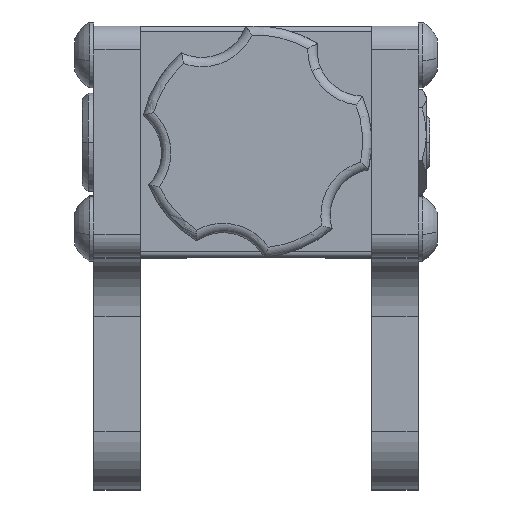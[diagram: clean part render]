
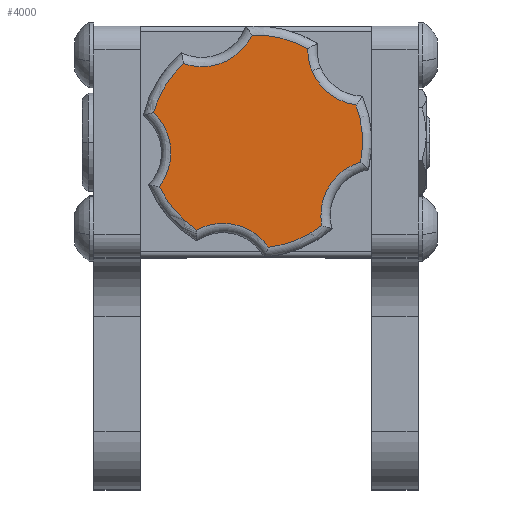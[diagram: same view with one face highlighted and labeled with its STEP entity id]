
A CAD part, top view. The second image highlights one B-rep face of the part: STEP entity #4000.
In plain terms, the highlighted face is planar.
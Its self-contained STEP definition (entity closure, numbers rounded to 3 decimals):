
#185 = PLANE ( 'NONE',  #4731 ) ;
#498 = VERTEX_POINT ( 'NONE', #15076 ) ;
#501 = CIRCLE ( 'NONE', #9903, 9.2 ) ;
#603 = EDGE_CURVE ( 'NONE', #9449, #4576, #9853, .T. ) ;
#982 = CARTESIAN_POINT ( 'NONE',  ( 9.192, -0.382, -1.5 ) ) ;
#992 = EDGE_CURVE ( 'NONE', #3954, #7660, #11250, .T. ) ;
#1224 = CARTESIAN_POINT ( 'NONE',  ( 0., 12.198, -1.5 ) ) ;
#1342 = EDGE_CURVE ( 'NONE', #15813, #498, #6078, .T. ) ;
#1496 = CIRCLE ( 'NONE', #2792, 4.8 ) ;
#1499 = DIRECTION ( 'NONE',  ( 0., 0., -1. ) ) ;
#1523 = AXIS2_PLACEMENT_3D ( 'NONE', #16674, #7059, #2801 ) ;
#1610 = FACE_OUTER_BOUND ( 'NONE', #8815, .T. ) ;
#1901 = VERTEX_POINT ( 'NONE', #15161 ) ;
#1945 = VERTEX_POINT ( 'NONE', #982 ) ;
#1987 = EDGE_CURVE ( 'NONE', #1901, #9449, #17969, .T. ) ;
#2318 = VERTEX_POINT ( 'NONE', #18592 ) ;
#2381 = DIRECTION ( 'NONE',  ( 0., 0., -1. ) ) ;
#2417 = CARTESIAN_POINT ( 'NONE',  ( 2.477, -8.86, -1.5 ) ) ;
#2702 = DIRECTION ( 'NONE',  ( 0., 0., 1. ) ) ;
#2792 = AXIS2_PLACEMENT_3D ( 'NONE', #4315, #16286, #17820 ) ;
#2801 = DIRECTION ( 'NONE',  ( 1., 0., 0. ) ) ;
#2983 = ORIENTED_EDGE ( 'NONE', *, *, #19436, .T. ) ;
#3131 = CARTESIAN_POINT ( 'NONE',  ( -5.801, 1.885, -1.5 ) ) ;
#3240 = DIRECTION ( 'NONE',  ( 1., 0., 0. ) ) ;
#3616 = CARTESIAN_POINT ( 'NONE',  ( -2.477, -8.86, -1.5 ) ) ;
#3954 = VERTEX_POINT ( 'NONE', #12341 ) ;
#3981 = EDGE_CURVE ( 'NONE', #498, #7991, #12802, .T. ) ;
#4000 = ADVANCED_FACE ( 'NONE', ( #1610 ), #185, .F. ) ;
#4119 = DIRECTION ( 'NONE',  ( 0., 0., 1. ) ) ;
#4315 = CARTESIAN_POINT ( 'NONE',  ( -7.17, -9.868, -1.5 ) ) ;
#4576 = VERTEX_POINT ( 'NONE', #3616 ) ;
#4674 = ORIENTED_EDGE ( 'NONE', *, *, #9864, .T. ) ;
#4731 = AXIS2_PLACEMENT_3D ( 'NONE', #3131, #7796, #3240 ) ;
#4738 = DIRECTION ( 'NONE',  ( 1., 0., 0. ) ) ;
#5786 = CARTESIAN_POINT ( 'NONE',  ( 0., 0., -1.5 ) ) ;
#6061 = CARTESIAN_POINT ( 'NONE',  ( -11.601, 3.769, -1.5 ) ) ;
#6078 = CIRCLE ( 'NONE', #11276, 4.8 ) ;
#6109 = CIRCLE ( 'NONE', #9040, 4.8 ) ;
#6365 = CARTESIAN_POINT ( 'NONE',  ( 0., 0., -1.5 ) ) ;
#6912 = DIRECTION ( 'NONE',  ( 1., 0., 0. ) ) ;
#6938 = CARTESIAN_POINT ( 'NONE',  ( 0., 0., -1.5 ) ) ;
#7006 = CIRCLE ( 'NONE', #19974, 9.2 ) ;
#7059 = DIRECTION ( 'NONE',  ( 0., 0., -1. ) ) ;
#7360 = CARTESIAN_POINT ( 'NONE',  ( 11.601, 3.769, -1.5 ) ) ;
#7408 = DIRECTION ( 'NONE',  ( 1., 0., 0. ) ) ;
#7660 = VERTEX_POINT ( 'NONE', #15317 ) ;
#7782 = CIRCLE ( 'NONE', #12942, 4.8 ) ;
#7796 = DIRECTION ( 'NONE',  ( 0., 0., 1. ) ) ;
#7991 = VERTEX_POINT ( 'NONE', #19385 ) ;
#8815 = EDGE_LOOP ( 'NONE', ( #2983, #17635, #10962, #11091, #12260, #12868, #4674, #14372, #11491, #14379, #16965 ) ) ;
#8882 = DIRECTION ( 'NONE',  ( 1., 0., 0. ) ) ;
#9040 = AXIS2_PLACEMENT_3D ( 'NONE', #1224, #17037, #7408 ) ;
#9449 = VERTEX_POINT ( 'NONE', #2417 ) ;
#9853 = CIRCLE ( 'NONE', #12426, 9.2 ) ;
#9864 = EDGE_CURVE ( 'NONE', #7660, #1945, #7782, .T. ) ;
#9903 = AXIS2_PLACEMENT_3D ( 'NONE', #14143, #18524, #12624 ) ;
#10451 = CARTESIAN_POINT ( 'NONE',  ( -9.192, -0.382, -1.5 ) ) ;
#10506 = CARTESIAN_POINT ( 'NONE',  ( 7.17, -9.868, -1.5 ) ) ;
#10962 = ORIENTED_EDGE ( 'NONE', *, *, #3981, .T. ) ;
#11091 = ORIENTED_EDGE ( 'NONE', *, *, #14153, .T. ) ;
#11133 = CARTESIAN_POINT ( 'NONE',  ( -7.661, -5.094, -1.5 ) ) ;
#11250 = CIRCLE ( 'NONE', #1523, 9.2 ) ;
#11276 = AXIS2_PLACEMENT_3D ( 'NONE', #16646, #15430, #15538 ) ;
#11491 = ORIENTED_EDGE ( 'NONE', *, *, #1987, .T. ) ;
#12260 = ORIENTED_EDGE ( 'NONE', *, *, #17015, .T. ) ;
#12341 = CARTESIAN_POINT ( 'NONE',  ( 3.204, 8.624, -1.5 ) ) ;
#12346 = VERTEX_POINT ( 'NONE', #11133 ) ;
#12426 = AXIS2_PLACEMENT_3D ( 'NONE', #6365, #1499, #4738 ) ;
#12624 = DIRECTION ( 'NONE',  ( 1., 0., 0. ) ) ;
#12802 = CIRCLE ( 'NONE', #13445, 4.8 ) ;
#12868 = ORIENTED_EDGE ( 'NONE', *, *, #992, .T. ) ;
#12942 = AXIS2_PLACEMENT_3D ( 'NONE', #7360, #4119, #19343 ) ;
#13110 = DIRECTION ( 'NONE',  ( 1., 0., 0. ) ) ;
#13224 = AXIS2_PLACEMENT_3D ( 'NONE', #5786, #14616, #6912 ) ;
#13445 = AXIS2_PLACEMENT_3D ( 'NONE', #6061, #16910, #19856 ) ;
#13739 = EDGE_CURVE ( 'NONE', #4576, #12346, #1496, .T. ) ;
#14143 = CARTESIAN_POINT ( 'NONE',  ( 0., 0., -1.5 ) ) ;
#14153 = EDGE_CURVE ( 'NONE', #7991, #2318, #7006, .T. ) ;
#14372 = ORIENTED_EDGE ( 'NONE', *, *, #16906, .T. ) ;
#14379 = ORIENTED_EDGE ( 'NONE', *, *, #603, .T. ) ;
#14616 = DIRECTION ( 'NONE',  ( 0., 0., -1. ) ) ;
#14717 = AXIS2_PLACEMENT_3D ( 'NONE', #10506, #2702, #8882 ) ;
#15076 = CARTESIAN_POINT ( 'NONE',  ( -6.801, 3.769, -1.5 ) ) ;
#15161 = CARTESIAN_POINT ( 'NONE',  ( 7.661, -5.094, -1.5 ) ) ;
#15317 = CARTESIAN_POINT ( 'NONE',  ( 7.212, 5.712, -1.5 ) ) ;
#15430 = DIRECTION ( 'NONE',  ( 0., 0., 1. ) ) ;
#15538 = DIRECTION ( 'NONE',  ( 1., 0., 0. ) ) ;
#15813 = VERTEX_POINT ( 'NONE', #10451 ) ;
#16286 = DIRECTION ( 'NONE',  ( 0., 0., 1. ) ) ;
#16646 = CARTESIAN_POINT ( 'NONE',  ( -11.601, 3.769, -1.5 ) ) ;
#16674 = CARTESIAN_POINT ( 'NONE',  ( 0., 0., -1.5 ) ) ;
#16906 = EDGE_CURVE ( 'NONE', #1945, #1901, #17778, .T. ) ;
#16910 = DIRECTION ( 'NONE',  ( 0., 0., 1. ) ) ;
#16965 = ORIENTED_EDGE ( 'NONE', *, *, #13739, .T. ) ;
#17015 = EDGE_CURVE ( 'NONE', #2318, #3954, #6109, .T. ) ;
#17037 = DIRECTION ( 'NONE',  ( 0., 0., 1. ) ) ;
#17635 = ORIENTED_EDGE ( 'NONE', *, *, #1342, .T. ) ;
#17778 = CIRCLE ( 'NONE', #13224, 9.2 ) ;
#17820 = DIRECTION ( 'NONE',  ( 1., 0., 0. ) ) ;
#17969 = CIRCLE ( 'NONE', #14717, 4.8 ) ;
#18524 = DIRECTION ( 'NONE',  ( 0., 0., -1. ) ) ;
#18592 = CARTESIAN_POINT ( 'NONE',  ( -3.204, 8.624, -1.5 ) ) ;
#19343 = DIRECTION ( 'NONE',  ( 1., 0., 0. ) ) ;
#19385 = CARTESIAN_POINT ( 'NONE',  ( -7.212, 5.712, -1.5 ) ) ;
#19436 = EDGE_CURVE ( 'NONE', #12346, #15813, #501, .T. ) ;
#19856 = DIRECTION ( 'NONE',  ( 1., 0., 0. ) ) ;
#19974 = AXIS2_PLACEMENT_3D ( 'NONE', #6938, #2381, #13110 ) ;
